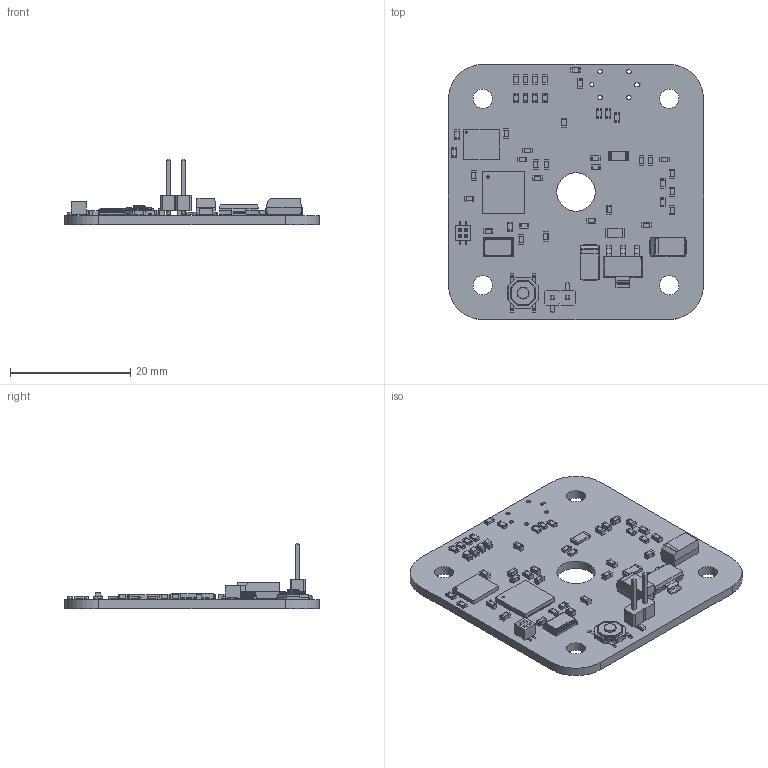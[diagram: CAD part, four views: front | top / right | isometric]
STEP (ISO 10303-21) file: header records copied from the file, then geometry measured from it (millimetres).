
FILE_DESCRIPTION(('KiCad electronic assembly'),'2;1');
FILE_NAME('motor_driver.step','2026-02-26T18:59:27',('Pcbnew'),('Kicad') ,'Open CASCADE STEP processor 7.9','KiCad to STEP converter','Unknown' );
FILE_SCHEMA(('AUTOMOTIVE_DESIGN { 1 0 10303 214 1 1 1 1 }'));
Length unit declared in the file: millimetre
Products named in the file (14): motor_driver 1; LED_0603_1608Metric; WSON-8-1EP_6x5mm_P1.27mm_EP3.4x4.3mm; R_0603_1608Metric; C_0603_1608Metric; SW_SPST_TL3342; R_1206_3216Metric; CP_EIA-6032-28_Kemet-C; PinHeader_1x02_P2.54mm_Vertical_SMD_Pin1Left; SOT-223; Crystal_SMD_5032-2Pin_5.0x3.2mm; PinSocket_2x02_P1.00mm_Vertical_SMD; QFN-56-1EP_7x7mm_P0.4mm_EP3.2x3.2mm; motor_driver_PCB
Assembly tree (54 placements, depth 2):
  motor_driver 1
    LED_0603_1608Metric  x4
    WSON-8-1EP_6x5mm_P1.27mm_EP3.4x4.3mm
    R_0603_1608Metric  x17
    C_0603_1608Metric  x21
    SW_SPST_TL3342
    R_1206_3216Metric  x2
    CP_EIA-6032-28_Kemet-C  x2
    PinHeader_1x02_P2.54mm_Vertical_SMD_Pin1Left
    SOT-223
    Crystal_SMD_5032-2Pin_5.0x3.2mm
    PinSocket_2x02_P1.00mm_Vertical_SMD
    QFN-56-1EP_7x7mm_P0.4mm_EP3.2x3.2mm
    motor_driver_PCB
Bounding box: 42.4 x 42.4 x 10.89 mm (x, y, z)
Volume: 2900.6 mm3; surface area: 4812.3 mm2
Topology: 54 solids, 55 shells, 2428 faces, 6434 edges, 4188 vertices
Faces by surface type: plane 1750, cylinder 599, bspline 42, torus 37
Full cylindrical faces by diameter (mm): 0.35 x1, 0.4 x1, 0.66 x1, 0.7 x4, 2 x1, 3.2 x4, 6.4 x1
Entity records: 51032 total; most frequent: CARTESIAN_POINT 9015, ORIENTED_EDGE 6633, DIRECTION 6158, EDGE_CURVE 3317, LINE 2792, VECTOR 2792, VERTEX_POINT 2142, AXIS2_PLACEMENT_3D 1683
